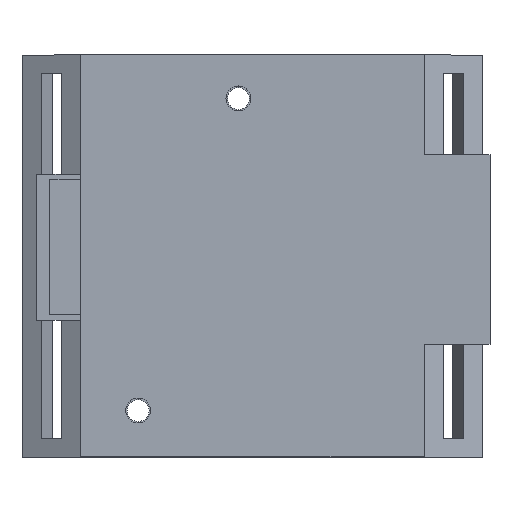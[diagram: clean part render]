
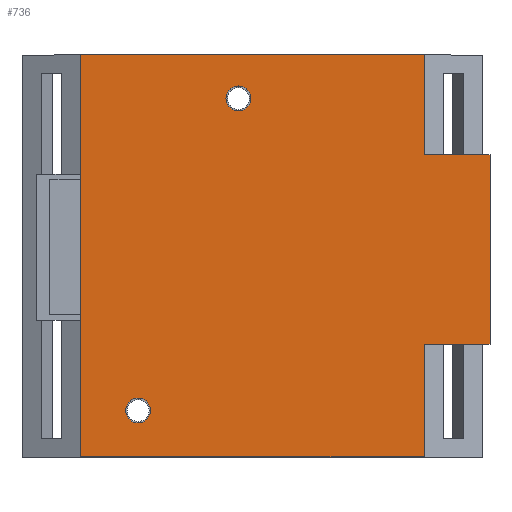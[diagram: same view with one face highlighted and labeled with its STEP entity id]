
A CAD part, top view. The second image highlights one B-rep face of the part: STEP entity #736.
In plain terms, the highlighted planar face has unit normal (0, 0, 1).
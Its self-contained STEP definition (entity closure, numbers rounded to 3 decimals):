
#93 = VECTOR ( 'NONE', #2706, 1000. ) ;
#106 = DIRECTION ( 'NONE',  ( 0., 0., -1. ) ) ;
#144 = DIRECTION ( 'NONE',  ( 0., 1., 0. ) ) ;
#168 = CARTESIAN_POINT ( 'NONE',  ( 137.556, 78.918, 2. ) ) ;
#172 = LINE ( 'NONE', #230, #2190 ) ;
#227 = VERTEX_POINT ( 'NONE', #2620 ) ;
#230 = CARTESIAN_POINT ( 'NONE',  ( 176.677, 72.564, 2. ) ) ;
#275 = ORIENTED_EDGE ( 'NONE', *, *, #2653, .T. ) ;
#278 = CARTESIAN_POINT ( 'NONE',  ( 176.677, 87.969, 2. ) ) ;
#302 = EDGE_CURVE ( 'NONE', #227, #2462, #386, .T. ) ;
#322 = CARTESIAN_POINT ( 'NONE',  ( 137.556, 78.918, 2. ) ) ;
#335 = CARTESIAN_POINT ( 'NONE',  ( 185.677, 87.969, 2. ) ) ;
#386 = CIRCLE ( 'NONE', #1334, 1.7 ) ;
#390 = ORIENTED_EDGE ( 'NONE', *, *, #1711, .T. ) ;
#418 = LINE ( 'NONE', #2333, #2432 ) ;
#455 = EDGE_CURVE ( 'NONE', #1560, #1776, #2769, .T. ) ;
#460 = DIRECTION ( 'NONE',  ( 0., 0., -1. ) ) ;
#496 = AXIS2_PLACEMENT_3D ( 'NONE', #168, #106, #611 ) ;
#540 = ORIENTED_EDGE ( 'NONE', *, *, #455, .T. ) ;
#550 = CARTESIAN_POINT ( 'NONE',  ( 139.256, 78.918, 2. ) ) ;
#571 = EDGE_CURVE ( 'NONE', #2364, #2576, #418, .T. ) ;
#611 = DIRECTION ( 'NONE',  ( -1., 0., 0. ) ) ;
#618 = CARTESIAN_POINT ( 'NONE',  ( 176.677, 127.564, 2. ) ) ;
#641 = AXIS2_PLACEMENT_3D ( 'NONE', #1382, #460, #2571 ) ;
#654 = VERTEX_POINT ( 'NONE', #2425 ) ;
#657 = DIRECTION ( 'NONE',  ( 0., -1., 0. ) ) ;
#666 = CARTESIAN_POINT ( 'NONE',  ( 185.677, 113.855, 2. ) ) ;
#733 = VECTOR ( 'NONE', #2994, 1000. ) ;
#736 = ADVANCED_FACE ( 'NONE', ( #1471, #3031, #1567 ), #1826, .F. ) ;
#828 = CARTESIAN_POINT ( 'NONE',  ( 176.677, 87.969, 2. ) ) ;
#837 = LINE ( 'NONE', #1802, #733 ) ;
#846 = DIRECTION ( 'NONE',  ( 0., 1., 0. ) ) ;
#870 = DIRECTION ( 'NONE',  ( -1., 0., 0. ) ) ;
#881 = VERTEX_POINT ( 'NONE', #1153 ) ;
#907 = ORIENTED_EDGE ( 'NONE', *, *, #1319, .T. ) ;
#938 = CARTESIAN_POINT ( 'NONE',  ( 151.271, 121.59, 2. ) ) ;
#949 = LINE ( 'NONE', #1673, #2242 ) ;
#991 = ORIENTED_EDGE ( 'NONE', *, *, #571, .T. ) ;
#999 = ORIENTED_EDGE ( 'NONE', *, *, #2750, .T. ) ;
#1013 = CARTESIAN_POINT ( 'NONE',  ( 185.677, 113.855, 2. ) ) ;
#1042 = EDGE_LOOP ( 'NONE', ( #1232, #999, #390, #540, #907, #2910, #991, #2527 ) ) ;
#1121 = DIRECTION ( 'NONE',  ( -1., 0., 0. ) ) ;
#1151 = EDGE_CURVE ( 'NONE', #2576, #881, #2491, .T. ) ;
#1153 = CARTESIAN_POINT ( 'NONE',  ( 176.677, 127.564, 2. ) ) ;
#1232 = ORIENTED_EDGE ( 'NONE', *, *, #1882, .T. ) ;
#1319 = EDGE_CURVE ( 'NONE', #1776, #2982, #2656, .T. ) ;
#1334 = AXIS2_PLACEMENT_3D ( 'NONE', #938, #1885, #2843 ) ;
#1354 = VERTEX_POINT ( 'NONE', #550 ) ;
#1382 = CARTESIAN_POINT ( 'NONE',  ( 151.271, 121.59, 2. ) ) ;
#1408 = CARTESIAN_POINT ( 'NONE',  ( 135.856, 78.918, 2. ) ) ;
#1471 = FACE_BOUND ( 'NONE', #2406, .T. ) ;
#1560 = VERTEX_POINT ( 'NONE', #2983 ) ;
#1567 = FACE_OUTER_BOUND ( 'NONE', #1042, .T. ) ;
#1652 = CARTESIAN_POINT ( 'NONE',  ( 129.677, 127.564, 2. ) ) ;
#1673 = CARTESIAN_POINT ( 'NONE',  ( 129.677, 72.564, 2. ) ) ;
#1688 = CIRCLE ( 'NONE', #2497, 1.7 ) ;
#1707 = DIRECTION ( 'NONE',  ( 0., 0., -1. ) ) ;
#1711 = EDGE_CURVE ( 'NONE', #654, #1560, #172, .T. ) ;
#1724 = DIRECTION ( 'NONE',  ( -1., 0., 0. ) ) ;
#1730 = CARTESIAN_POINT ( 'NONE',  ( 185.677, 87.969, 2. ) ) ;
#1776 = VERTEX_POINT ( 'NONE', #278 ) ;
#1802 = CARTESIAN_POINT ( 'NONE',  ( 129.677, 127.564, 2. ) ) ;
#1826 = PLANE ( 'NONE',  #1877 ) ;
#1843 = CIRCLE ( 'NONE', #496, 1.7 ) ;
#1844 = CARTESIAN_POINT ( 'NONE',  ( 0., 0., 2. ) ) ;
#1851 = DIRECTION ( 'NONE',  ( 1., 0., 0. ) ) ;
#1877 = AXIS2_PLACEMENT_3D ( 'NONE', #1844, #2555, #1121 ) ;
#1882 = EDGE_CURVE ( 'NONE', #881, #2365, #837, .T. ) ;
#1885 = DIRECTION ( 'NONE',  ( 0., 0., -1. ) ) ;
#1949 = ORIENTED_EDGE ( 'NONE', *, *, #302, .T. ) ;
#1962 = DIRECTION ( 'NONE',  ( 0., 1., 0. ) ) ;
#2030 = CARTESIAN_POINT ( 'NONE',  ( 176.677, 113.855, 2. ) ) ;
#2186 = ORIENTED_EDGE ( 'NONE', *, *, #3010, .T. ) ;
#2190 = VECTOR ( 'NONE', #1851, 1000. ) ;
#2242 = VECTOR ( 'NONE', #657, 1000. ) ;
#2291 = CIRCLE ( 'NONE', #641, 1.7 ) ;
#2302 = EDGE_LOOP ( 'NONE', ( #1949, #275 ) ) ;
#2333 = CARTESIAN_POINT ( 'NONE',  ( 176.677, 113.855, 2. ) ) ;
#2364 = VERTEX_POINT ( 'NONE', #666 ) ;
#2365 = VERTEX_POINT ( 'NONE', #1652 ) ;
#2406 = EDGE_LOOP ( 'NONE', ( #2813, #2186 ) ) ;
#2425 = CARTESIAN_POINT ( 'NONE',  ( 129.677, 72.564, 2. ) ) ;
#2432 = VECTOR ( 'NONE', #870, 1000. ) ;
#2433 = VERTEX_POINT ( 'NONE', #1408 ) ;
#2462 = VERTEX_POINT ( 'NONE', #2870 ) ;
#2466 = LINE ( 'NONE', #1013, #2641 ) ;
#2491 = LINE ( 'NONE', #618, #2686 ) ;
#2497 = AXIS2_PLACEMENT_3D ( 'NONE', #322, #1707, #1724 ) ;
#2527 = ORIENTED_EDGE ( 'NONE', *, *, #1151, .T. ) ;
#2555 = DIRECTION ( 'NONE',  ( 0., 0., -1. ) ) ;
#2571 = DIRECTION ( 'NONE',  ( -1., 0., 0. ) ) ;
#2576 = VERTEX_POINT ( 'NONE', #2030 ) ;
#2620 = CARTESIAN_POINT ( 'NONE',  ( 149.571, 121.59, 2. ) ) ;
#2641 = VECTOR ( 'NONE', #1962, 1000. ) ;
#2653 = EDGE_CURVE ( 'NONE', #2462, #227, #2291, .T. ) ;
#2656 = LINE ( 'NONE', #1730, #93 ) ;
#2686 = VECTOR ( 'NONE', #846, 1000. ) ;
#2706 = DIRECTION ( 'NONE',  ( 1., 0., 0. ) ) ;
#2750 = EDGE_CURVE ( 'NONE', #2365, #654, #949, .T. ) ;
#2769 = LINE ( 'NONE', #828, #2874 ) ;
#2782 = EDGE_CURVE ( 'NONE', #2982, #2364, #2466, .T. ) ;
#2813 = ORIENTED_EDGE ( 'NONE', *, *, #2857, .T. ) ;
#2843 = DIRECTION ( 'NONE',  ( -1., 0., 0. ) ) ;
#2857 = EDGE_CURVE ( 'NONE', #2433, #1354, #1688, .T. ) ;
#2870 = CARTESIAN_POINT ( 'NONE',  ( 152.971, 121.59, 2. ) ) ;
#2874 = VECTOR ( 'NONE', #144, 1000. ) ;
#2910 = ORIENTED_EDGE ( 'NONE', *, *, #2782, .T. ) ;
#2982 = VERTEX_POINT ( 'NONE', #335 ) ;
#2983 = CARTESIAN_POINT ( 'NONE',  ( 176.677, 72.564, 2. ) ) ;
#2994 = DIRECTION ( 'NONE',  ( -1., 0., 0. ) ) ;
#3010 = EDGE_CURVE ( 'NONE', #1354, #2433, #1843, .T. ) ;
#3031 = FACE_BOUND ( 'NONE', #2302, .T. ) ;
